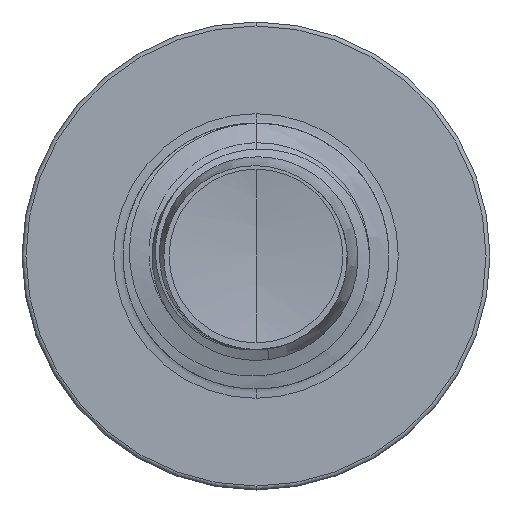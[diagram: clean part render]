
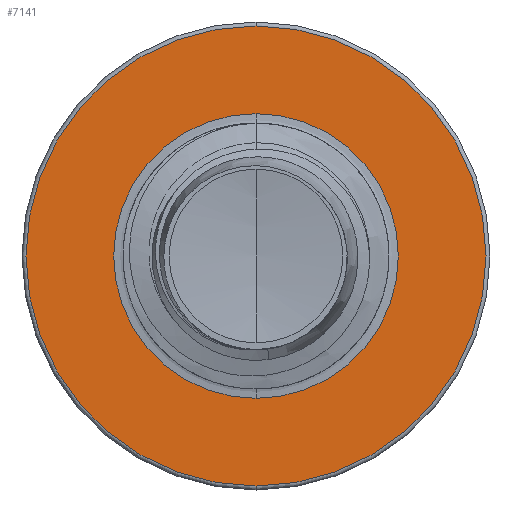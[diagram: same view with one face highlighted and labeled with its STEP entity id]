
A CAD part, front view. The second image highlights one B-rep face of the part: STEP entity #7141.
In plain terms, the highlighted planar face has unit normal (0, -1, 0).
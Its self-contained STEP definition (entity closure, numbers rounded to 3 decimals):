
#52 = AXIS2_PLACEMENT_3D ( 'NONE', #7817, #29464, #10977 ) ;
#903 = DIRECTION ( 'NONE',  ( 0., 1., 0. ) ) ;
#1618 = AXIS2_PLACEMENT_3D ( 'NONE', #31828, #903, #22820 ) ;
#2096 = EDGE_CURVE ( 'NONE', #6991, #24257, #3224, .T. ) ;
#2493 = CARTESIAN_POINT ( 'NONE',  ( 0., 25., 0. ) ) ;
#2639 = ORIENTED_EDGE ( 'NONE', *, *, #2096, .F. ) ;
#3224 = CIRCLE ( 'NONE', #36573, 4.325 ) ;
#3322 = AXIS2_PLACEMENT_3D ( 'NONE', #18437, #39783, #21568 ) ;
#4828 = VERTEX_POINT ( 'NONE', #8527 ) ;
#5656 = DIRECTION ( 'NONE',  ( 0., 0., 1. ) ) ;
#6611 = FACE_BOUND ( 'NONE', #23563, .T. ) ;
#6991 = VERTEX_POINT ( 'NONE', #34390 ) ;
#7141 = ADVANCED_FACE ( 'NONE', ( #23216, #6611 ), #12918, .F. ) ;
#7817 = CARTESIAN_POINT ( 'NONE',  ( 0., 25., 0. ) ) ;
#8527 = CARTESIAN_POINT ( 'NONE',  ( 0., 25., -2.677 ) ) ;
#9972 = EDGE_CURVE ( 'NONE', #4828, #16211, #19804, .T. ) ;
#10977 = DIRECTION ( 'NONE',  ( 0., 0., 1. ) ) ;
#11257 = CARTESIAN_POINT ( 'NONE',  ( 0., 25., 4.325 ) ) ;
#12142 = EDGE_LOOP ( 'NONE', ( #31951, #2639 ) ) ;
#12918 = PLANE ( 'NONE',  #1618 ) ;
#14934 = AXIS2_PLACEMENT_3D ( 'NONE', #15388, #36798, #18521 ) ;
#15388 = CARTESIAN_POINT ( 'NONE',  ( 0., 25., 0. ) ) ;
#16211 = VERTEX_POINT ( 'NONE', #31546 ) ;
#18437 = CARTESIAN_POINT ( 'NONE',  ( 0., 25., 0. ) ) ;
#18521 = DIRECTION ( 'NONE',  ( 0., 0., 1. ) ) ;
#19804 = CIRCLE ( 'NONE', #52, 2.677 ) ;
#21568 = DIRECTION ( 'NONE',  ( 0., 0., 1. ) ) ;
#22820 = DIRECTION ( 'NONE',  ( 0., 0., 1. ) ) ;
#23216 = FACE_OUTER_BOUND ( 'NONE', #12142, .T. ) ;
#23563 = EDGE_LOOP ( 'NONE', ( #24942, #35814 ) ) ;
#24257 = VERTEX_POINT ( 'NONE', #11257 ) ;
#24340 = DIRECTION ( 'NONE',  ( 0., 1., 0. ) ) ;
#24942 = ORIENTED_EDGE ( 'NONE', *, *, #30691, .T. ) ;
#25858 = EDGE_CURVE ( 'NONE', #24257, #6991, #26275, .T. ) ;
#26275 = CIRCLE ( 'NONE', #3322, 4.325 ) ;
#29464 = DIRECTION ( 'NONE',  ( 0., 1., 0. ) ) ;
#30691 = EDGE_CURVE ( 'NONE', #16211, #4828, #37235, .T. ) ;
#31546 = CARTESIAN_POINT ( 'NONE',  ( 0., 25., 2.677 ) ) ;
#31828 = CARTESIAN_POINT ( 'NONE',  ( 0., 25., -2.677 ) ) ;
#31951 = ORIENTED_EDGE ( 'NONE', *, *, #25858, .F. ) ;
#34390 = CARTESIAN_POINT ( 'NONE',  ( 0., 25., -4.325 ) ) ;
#35814 = ORIENTED_EDGE ( 'NONE', *, *, #9972, .T. ) ;
#36573 = AXIS2_PLACEMENT_3D ( 'NONE', #2493, #24340, #5656 ) ;
#36798 = DIRECTION ( 'NONE',  ( 0., 1., 0. ) ) ;
#37235 = CIRCLE ( 'NONE', #14934, 2.677 ) ;
#39783 = DIRECTION ( 'NONE',  ( 0., 1., 0. ) ) ;
